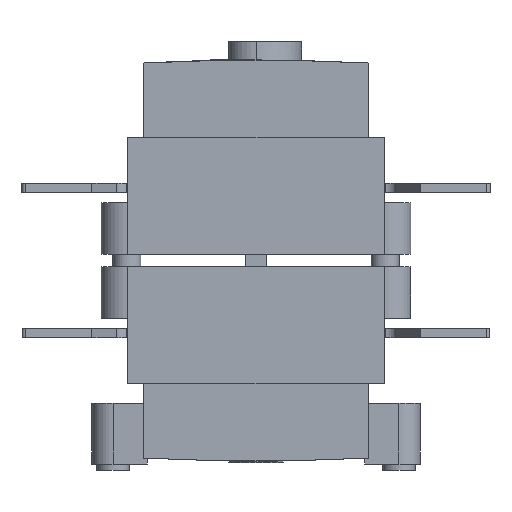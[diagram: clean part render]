
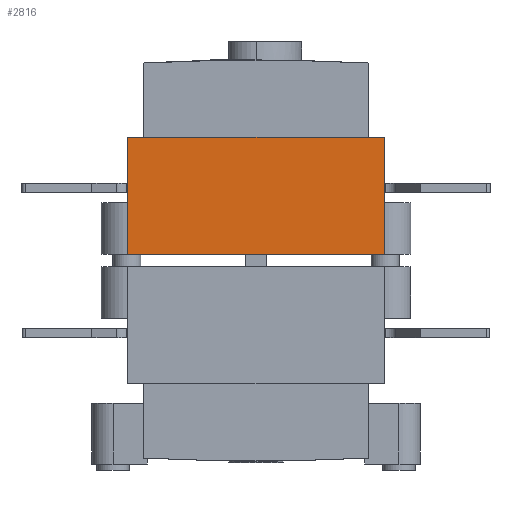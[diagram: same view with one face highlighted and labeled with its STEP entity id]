
A CAD part, left-side view. The second image highlights one B-rep face of the part: STEP entity #2816.
In plain terms, the highlighted planar face has unit normal (-1, 0, 0).
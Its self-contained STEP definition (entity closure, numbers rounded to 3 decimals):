
#2777=CARTESIAN_POINT('',(-109.061,38.6,97.842));
#2778=DIRECTION('',(1.0,0.0,0.0));
#2779=DIRECTION('',(0.0,0.0,-1.0));
#2780=AXIS2_PLACEMENT_3D('',#2777,#2778,#2779);
#2781=PLANE('',#2780);
#2782=CARTESIAN_POINT('',(-109.061,38.6,59.342));
#2783=VERTEX_POINT('',#2782);
#2784=CARTESIAN_POINT('',(-109.061,123.,59.342));
#2785=VERTEX_POINT('',#2784);
#2786=CARTESIAN_POINT('',(-109.061,38.6,59.342));
#2787=DIRECTION('',(0.0,1.0,0.0));
#2788=VECTOR('',#2787,84.4);
#2789=LINE('',#2786,#2788);
#2790=EDGE_CURVE('',#2783,#2785,#2789,.T.);
#2791=ORIENTED_EDGE('',*,*,#2790,.F.);
#2792=CARTESIAN_POINT('',(-109.061,38.6,97.842));
#2793=VERTEX_POINT('',#2792);
#2794=CARTESIAN_POINT('',(-109.061,38.6,97.842));
#2795=DIRECTION('',(0.0,0.0,-1.0));
#2796=VECTOR('',#2795,38.5);
#2797=LINE('',#2794,#2796);
#2798=EDGE_CURVE('',#2793,#2783,#2797,.T.);
#2799=ORIENTED_EDGE('',*,*,#2798,.F.);
#2800=CARTESIAN_POINT('',(-109.061,123.,97.842));
#2801=VERTEX_POINT('',#2800);
#2802=CARTESIAN_POINT('',(-109.061,123.,97.842));
#2803=DIRECTION('',(0.0,-1.0,0.0));
#2804=VECTOR('',#2803,84.4);
#2805=LINE('',#2802,#2804);
#2806=EDGE_CURVE('',#2801,#2793,#2805,.T.);
#2807=ORIENTED_EDGE('',*,*,#2806,.F.);
#2808=CARTESIAN_POINT('',(-109.061,123.,59.342));
#2809=DIRECTION('',(0.0,0.0,1.0));
#2810=VECTOR('',#2809,38.5);
#2811=LINE('',#2808,#2810);
#2812=EDGE_CURVE('',#2785,#2801,#2811,.T.);
#2813=ORIENTED_EDGE('',*,*,#2812,.F.);
#2814=EDGE_LOOP('',(#2791,#2799,#2807,#2813));
#2815=FACE_OUTER_BOUND('',#2814,.T.);
#2816=ADVANCED_FACE('',(#2815),#2781,.F.);
